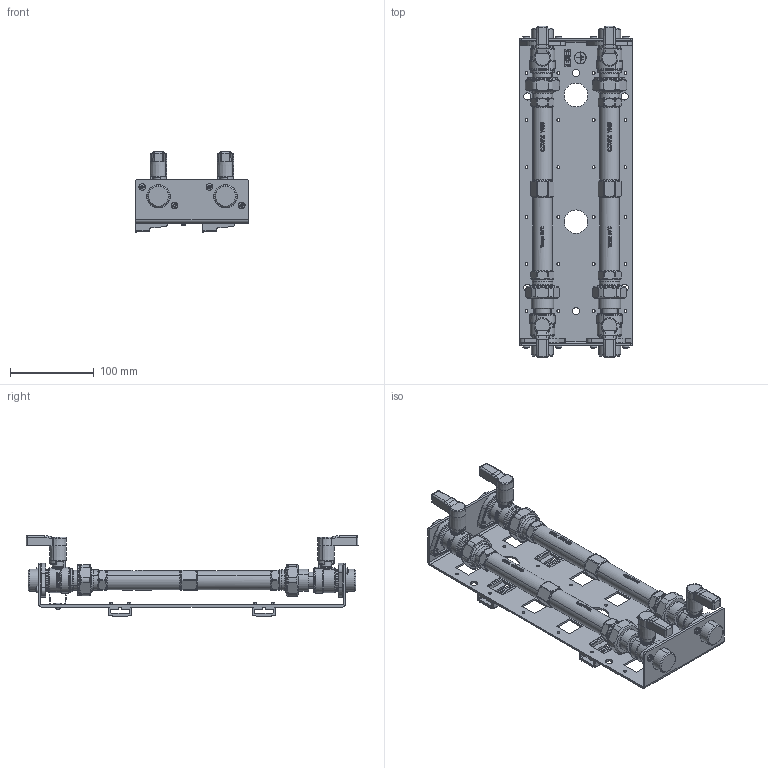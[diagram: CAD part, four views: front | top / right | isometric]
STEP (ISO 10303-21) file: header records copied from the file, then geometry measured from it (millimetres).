
FILE_DESCRIPTION(('CATIA V5 STEP Exchange','CAx-IF Rec.Pracs.--- Model Styling and Organization---1.4--- 2014-01-23','CAx-IF Rec.Pracs.---3D Tessellated Data Validation Properties---0.5---2014-09-14'),'2;1');
FILE_NAME('STEP_700005_002_-_TST.stp','2020-10-14T14:25:09+00:00',('none'),('none'),'CATIA Version 5-6 Release 2019 SP3','CATIA V5 STEP AP242 v1','none');
FILE_SCHEMA(('AP242_MANAGED_MODEL_BASED_3D_ENGINEERING_MIM_LF {1 0 10303 442 1 1 4}'));
Products named in the file (1): 700005 002 - TST
Bounding box: 134 x 395.8 x 96.1 mm (x, y, z)
Volume: 648469.2 mm3; surface area: 239213.5 mm2
Topology: 1 solids, 9 shells, 5944 faces, 14864 edges, 8852 vertices
Faces by surface type: bspline 1924, plane 1157, cylinder 1143, extrusion 676, torus 496, cone 324, sphere 224
Entity records: 292821 total; most frequent: CARTESIAN_POINT 171290, ORIENTED_EDGE 29224, EDGE_CURVE 14612, DIRECTION 13146, VERTEX_POINT 8852, B_SPLINE_CURVE_WITH_KNOTS 7604, EDGE_LOOP 6374, ADVANCED_FACE 5944
